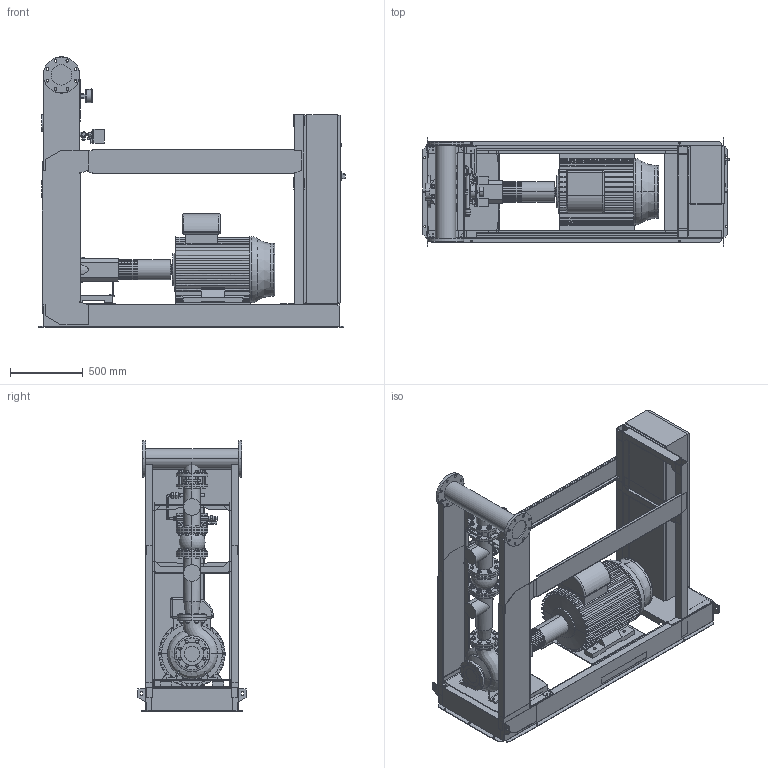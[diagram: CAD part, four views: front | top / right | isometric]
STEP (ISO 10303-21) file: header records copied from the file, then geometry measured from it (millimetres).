
FILE_DESCRIPTION((''),'2;1');
FILE_NAME('3d_Sifire-EN-80_200-215.5-45E-4183691.stp','2015-05-26T07:26:23',(''),(''),'Mechanical Desktop 2009','Mechanical Desktop 2009',', , ');
FILE_SCHEMA(('CONFIG_CONTROL_DESIGN'));
Length unit declared in the file: millimetre
Products named in the file (1): Product
Bounding box: 2105.5 x 744 x 1860 mm (x, y, z)
Volume: 322660123.9 mm3; surface area: 21970065.8 mm2
Topology: 144 solids, 144 shells, 3447 faces, 8350 edges, 5260 vertices
Faces by surface type: plane 1268, bspline 1027, cylinder 660, cone 428, torus 56, sphere 8
Entity records: 109351 total; most frequent: CARTESIAN_POINT 34054, ORIENTED_EDGE 16688, DIRECTION 14235, EDGE_CURVE 8344, VERTEX_POINT 5259, AXIS2_PLACEMENT_3D 4997, VECTOR 4241, LINE 4241
